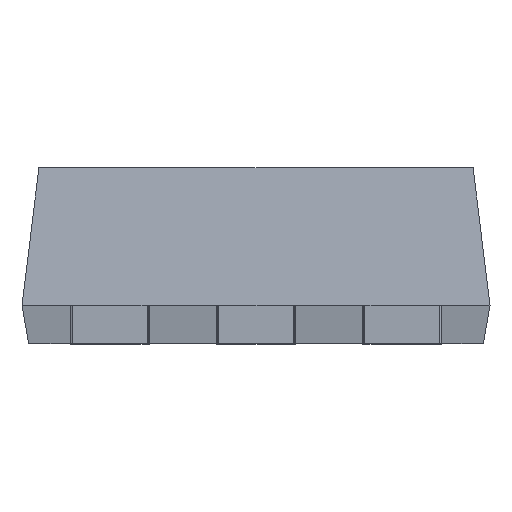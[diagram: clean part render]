
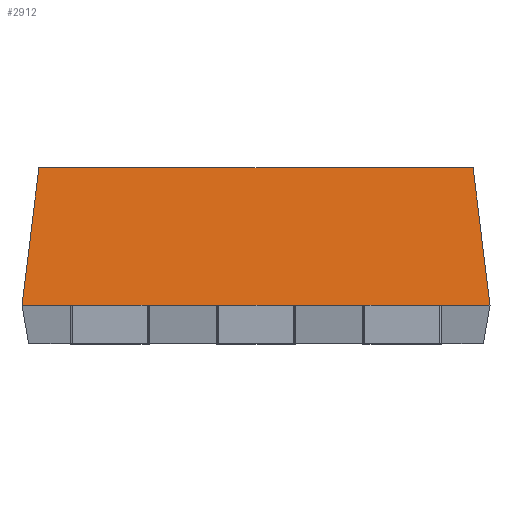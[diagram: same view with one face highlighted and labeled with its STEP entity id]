
A CAD part, top view. The second image highlights one B-rep face of the part: STEP entity #2912.
In plain terms, the highlighted planar face has unit normal (0, 0.122, 0.993).
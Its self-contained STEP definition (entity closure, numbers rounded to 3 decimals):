
#93 = CARTESIAN_POINT ( 'NONE',  ( -0.635, 0.13, 0.6 ) ) ;
#218 = CARTESIAN_POINT ( 'NONE',  ( -0.8, 0.13, 0.6 ) ) ;
#238 = VECTOR ( 'NONE', #2685, 1000. ) ;
#243 = VECTOR ( 'NONE', #1339, 1000. ) ;
#251 = DIRECTION ( 'NONE',  ( 1., 0., 0. ) ) ;
#281 = CARTESIAN_POINT ( 'NONE',  ( -0.8, 0.13, 0.6 ) ) ;
#294 = LINE ( 'NONE', #1587, #3127 ) ;
#331 = CARTESIAN_POINT ( 'NONE',  ( 0., 0.6, 0.542 ) ) ;
#376 = FACE_OUTER_BOUND ( 'NONE', #1222, .T. ) ;
#415 = EDGE_CURVE ( 'NONE', #3120, #938, #1369, .T. ) ;
#467 = VECTOR ( 'NONE', #532, 1000. ) ;
#514 = ORIENTED_EDGE ( 'NONE', *, *, #415, .F. ) ;
#532 = DIRECTION ( 'NONE',  ( 0.121, -0.985, 0.121 ) ) ;
#545 = CARTESIAN_POINT ( 'NONE',  ( -0.8, 0.13, 0.6 ) ) ;
#563 = EDGE_CURVE ( 'NONE', #671, #2353, #2137, .T. ) ;
#601 = VECTOR ( 'NONE', #3538, 1000. ) ;
#602 = ORIENTED_EDGE ( 'NONE', *, *, #2123, .T. ) ;
#618 = VERTEX_POINT ( 'NONE', #2775 ) ;
#671 = VERTEX_POINT ( 'NONE', #2254 ) ;
#754 = ORIENTED_EDGE ( 'NONE', *, *, #2838, .T. ) ;
#772 = CARTESIAN_POINT ( 'NONE',  ( -0.8, 0.13, 0.6 ) ) ;
#834 = ORIENTED_EDGE ( 'NONE', *, *, #3144, .T. ) ;
#840 = CARTESIAN_POINT ( 'NONE',  ( 0.742, 0.6, 0.542 ) ) ;
#869 = VERTEX_POINT ( 'NONE', #3393 ) ;
#926 = LINE ( 'NONE', #3264, #1972 ) ;
#938 = VERTEX_POINT ( 'NONE', #3197 ) ;
#957 = DIRECTION ( 'NONE',  ( 0., 0.122, 0.993 ) ) ;
#984 = DIRECTION ( 'NONE',  ( 1., 0., 0. ) ) ;
#1078 = EDGE_CURVE ( 'NONE', #1974, #869, #294, .T. ) ;
#1127 = CARTESIAN_POINT ( 'NONE',  ( -0.8, 0.13, 0.6 ) ) ;
#1222 = EDGE_LOOP ( 'NONE', ( #834, #602, #3341, #754, #2699, #1590, #1586, #514, #2135, #1274 ) ) ;
#1274 = ORIENTED_EDGE ( 'NONE', *, *, #563, .T. ) ;
#1339 = DIRECTION ( 'NONE',  ( 1., 0., 0. ) ) ;
#1367 = LINE ( 'NONE', #218, #238 ) ;
#1369 = LINE ( 'NONE', #2646, #467 ) ;
#1586 = ORIENTED_EDGE ( 'NONE', *, *, #1717, .T. ) ;
#1587 = CARTESIAN_POINT ( 'NONE',  ( -0.8, 0.13, 0.6 ) ) ;
#1590 = ORIENTED_EDGE ( 'NONE', *, *, #1944, .T. ) ;
#1616 = LINE ( 'NONE', #3357, #3455 ) ;
#1641 = AXIS2_PLACEMENT_3D ( 'NONE', #1961, #957, #1746 ) ;
#1717 = EDGE_CURVE ( 'NONE', #2542, #938, #2187, .T. ) ;
#1746 = DIRECTION ( 'NONE',  ( 0., -0.993, 0.122 ) ) ;
#1770 = EDGE_CURVE ( 'NONE', #671, #3120, #2915, .T. ) ;
#1944 = EDGE_CURVE ( 'NONE', #2579, #2542, #1616, .T. ) ;
#1961 = CARTESIAN_POINT ( 'NONE',  ( -0.8, 0.13, 0.6 ) ) ;
#1972 = VECTOR ( 'NONE', #251, 1000. ) ;
#1974 = VERTEX_POINT ( 'NONE', #2923 ) ;
#1997 = DIRECTION ( 'NONE',  ( 1., 0., 0. ) ) ;
#2028 = CARTESIAN_POINT ( 'NONE',  ( 0.365, 0.13, 0.6 ) ) ;
#2055 = VECTOR ( 'NONE', #2188, 1000. ) ;
#2123 = EDGE_CURVE ( 'NONE', #3400, #1974, #1367, .T. ) ;
#2135 = ORIENTED_EDGE ( 'NONE', *, *, #1770, .F. ) ;
#2137 = LINE ( 'NONE', #772, #2055 ) ;
#2187 = LINE ( 'NONE', #2705, #243 ) ;
#2188 = DIRECTION ( 'NONE',  ( -0.121, -0.985, 0.121 ) ) ;
#2254 = CARTESIAN_POINT ( 'NONE',  ( -0.742, 0.6, 0.542 ) ) ;
#2353 = VERTEX_POINT ( 'NONE', #1127 ) ;
#2536 = VECTOR ( 'NONE', #2795, 1000. ) ;
#2542 = VERTEX_POINT ( 'NONE', #3060 ) ;
#2579 = VERTEX_POINT ( 'NONE', #2028 ) ;
#2646 = CARTESIAN_POINT ( 'NONE',  ( 0.8, 0.13, 0.6 ) ) ;
#2658 = LINE ( 'NONE', #545, #2823 ) ;
#2685 = DIRECTION ( 'NONE',  ( 1., 0., 0. ) ) ;
#2699 = ORIENTED_EDGE ( 'NONE', *, *, #2759, .T. ) ;
#2705 = CARTESIAN_POINT ( 'NONE',  ( -0.8, 0.13, 0.6 ) ) ;
#2759 = EDGE_CURVE ( 'NONE', #618, #2579, #3194, .T. ) ;
#2775 = CARTESIAN_POINT ( 'NONE',  ( 0.135, 0.13, 0.6 ) ) ;
#2795 = DIRECTION ( 'NONE',  ( 1., 0., 0. ) ) ;
#2823 = VECTOR ( 'NONE', #1997, 1000. ) ;
#2838 = EDGE_CURVE ( 'NONE', #869, #618, #2658, .T. ) ;
#2912 = ADVANCED_FACE ( 'NONE', ( #376 ), #3081, .T. ) ;
#2915 = LINE ( 'NONE', #331, #2536 ) ;
#2923 = CARTESIAN_POINT ( 'NONE',  ( -0.365, 0.13, 0.6 ) ) ;
#3060 = CARTESIAN_POINT ( 'NONE',  ( 0.635, 0.13, 0.6 ) ) ;
#3081 = PLANE ( 'NONE',  #1641 ) ;
#3120 = VERTEX_POINT ( 'NONE', #840 ) ;
#3127 = VECTOR ( 'NONE', #3266, 1000. ) ;
#3144 = EDGE_CURVE ( 'NONE', #2353, #3400, #926, .T. ) ;
#3194 = LINE ( 'NONE', #281, #601 ) ;
#3197 = CARTESIAN_POINT ( 'NONE',  ( 0.8, 0.13, 0.6 ) ) ;
#3264 = CARTESIAN_POINT ( 'NONE',  ( -0.8, 0.13, 0.6 ) ) ;
#3266 = DIRECTION ( 'NONE',  ( 1., 0., 0. ) ) ;
#3341 = ORIENTED_EDGE ( 'NONE', *, *, #1078, .T. ) ;
#3357 = CARTESIAN_POINT ( 'NONE',  ( -0.8, 0.13, 0.6 ) ) ;
#3393 = CARTESIAN_POINT ( 'NONE',  ( -0.135, 0.13, 0.6 ) ) ;
#3400 = VERTEX_POINT ( 'NONE', #93 ) ;
#3455 = VECTOR ( 'NONE', #984, 1000. ) ;
#3538 = DIRECTION ( 'NONE',  ( 1., 0., 0. ) ) ;
